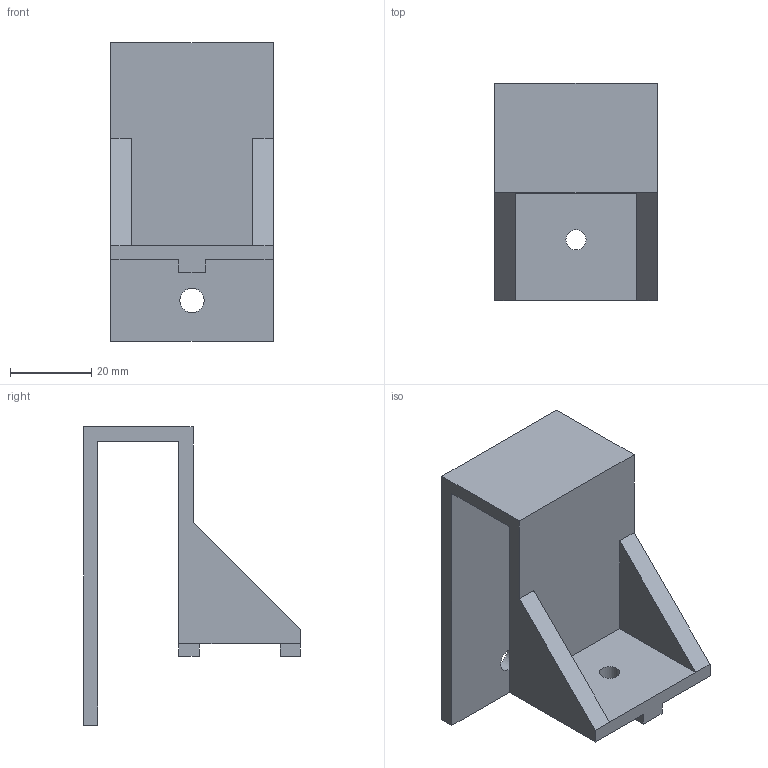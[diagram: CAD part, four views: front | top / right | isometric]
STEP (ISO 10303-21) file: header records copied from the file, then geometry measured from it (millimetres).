
FILE_DESCRIPTION(('HOOPS Exchange Step'),'2;1');
FILE_NAME('export-CF4699BA-3241-485E-8640-9DD3E683C006.stp','2022-06-10T20:36:48+03:00',('othaa'),('Alibre'),'HOOPS Exchange 2020.1','Alibre','Unknown authorisation');
FILE_SCHEMA( ('AP242_MANAGED_MODEL_BASED_3D_ENGINEERING_MIM_LF {1 0 10303 442 1 1 4 }') );
Length unit declared in the file: millimetre
Products named in the file (1): Z bracket
Bounding box: 40 x 53.5 x 73.5 mm (x, y, z)
Volume: 27828.6 mm3; surface area: 16786.9 mm2
Topology: 1 solids, 1 shells, 26 faces, 70 edges, 46 vertices
Faces by surface type: plane 24, cylinder 2
Full cylindrical faces by diameter (mm): 5 x1, 6 x1
Entity records: 840 total; most frequent: CARTESIAN_POINT 144, ORIENTED_EDGE 140, DIRECTION 130, EDGE_CURVE 70, VECTOR 66, LINE 66, VERTEX_POINT 46, AXIS2_PLACEMENT_3D 32
